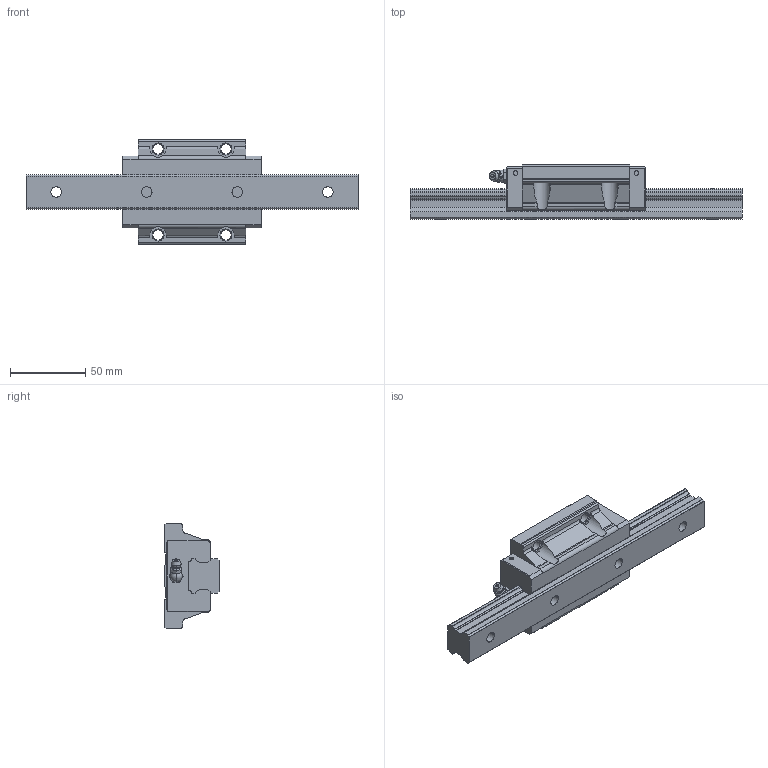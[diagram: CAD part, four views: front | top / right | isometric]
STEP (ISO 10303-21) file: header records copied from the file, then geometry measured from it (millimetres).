
FILE_DESCRIPTION( ( '' ), '1' );
FILE_NAME( 'SHS25C1SS220200B-M6F64000.stp', '2015-10-08T14:21:40', ( '' ), ( '' ), ' ', ' ', ' ' );
FILE_SCHEMA( ( 'automotive_design' ) );
Length unit declared in the file: millimetre
Products named in the file (3): 1; 2; 3
Bounding box: 220 x 36 x 70 mm (x, y, z)
Volume: 211083 mm3; surface area: 46043.3 mm2
Topology: 3 solids, 3 shells, 272 faces, 727 edges, 466 vertices
Faces by surface type: plane 122, cylinder 100, cone 38, torus 6, sphere 6
Entity records: 16891 total; most frequent: CARTESIAN_POINT 1806, DIRECTION 1494, STYLED_ITEM 1460, PRESENTATION_STYLE_ASSIGNMENT 1460, COLOUR_RGB 1460, ORIENTED_EDGE 1438, EDGE_CURVE 719, CURVE_STYLE 719
